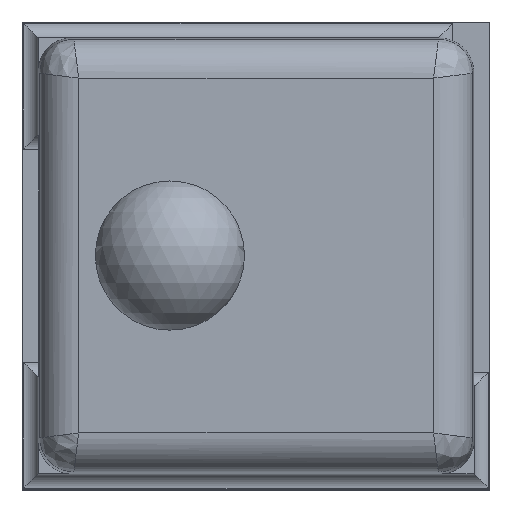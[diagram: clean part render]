
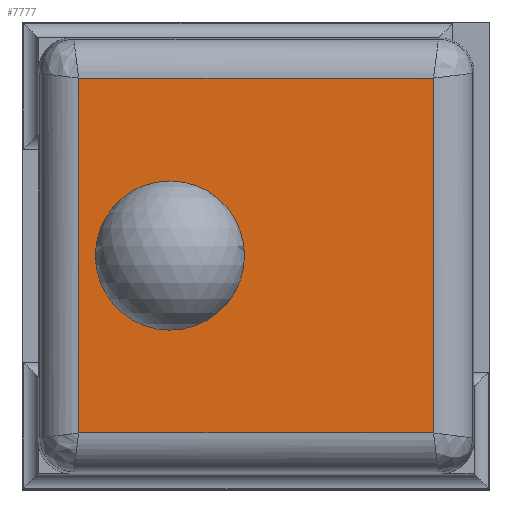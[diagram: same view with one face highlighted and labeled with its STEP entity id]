
A CAD part, top view. The second image highlights one B-rep face of the part: STEP entity #7777.
In plain terms, the highlighted planar face has unit normal (0, 0, 1).
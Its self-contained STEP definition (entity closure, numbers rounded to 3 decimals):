
#396=DIRECTION('',(0.,1.,0.));
#397=VECTOR('',#396,3.663);
#398=CARTESIAN_POINT('',(7.832,3.769,2.15));
#399=LINE('',#398,#397);
#400=DIRECTION('',(1.,0.,0.));
#401=VECTOR('',#400,3.663);
#402=CARTESIAN_POINT('',(4.169,3.769,2.15));
#403=LINE('',#402,#401);
#404=DIRECTION('',(0.,-1.,0.));
#405=VECTOR('',#404,3.663);
#406=CARTESIAN_POINT('',(4.169,7.432,2.15));
#407=LINE('',#406,#405);
#408=DIRECTION('',(-1.,0.,0.));
#409=VECTOR('',#408,3.663);
#410=CARTESIAN_POINT('',(7.832,7.432,2.15));
#411=LINE('',#410,#409);
#412=CARTESIAN_POINT('',(5.111,5.601,2.15));
#413=DIRECTION('',(0.,0.,1.));
#414=DIRECTION('',(1.,0.,0.));
#415=AXIS2_PLACEMENT_3D('',#412,#413,#414);
#417=CARTESIAN_POINT('',(5.111,5.601,2.15));
#418=DIRECTION('',(0.,0.,1.));
#419=DIRECTION('',(-1.,0.,0.));
#420=AXIS2_PLACEMENT_3D('',#417,#418,#419);
#7230=CARTESIAN_POINT('',(5.881,5.601,2.15));
#7231=CARTESIAN_POINT('',(4.341,5.601,2.15));
#7232=VERTEX_POINT('',#7230);
#7233=VERTEX_POINT('',#7231);
#7266=CARTESIAN_POINT('',(7.832,3.769,2.15));
#7267=CARTESIAN_POINT('',(7.832,7.432,2.15));
#7268=VERTEX_POINT('',#7266);
#7269=VERTEX_POINT('',#7267);
#7274=CARTESIAN_POINT('',(4.169,7.432,2.15));
#7275=VERTEX_POINT('',#7274);
#7280=CARTESIAN_POINT('',(4.169,3.769,2.15));
#7281=VERTEX_POINT('',#7280);
#7757=CARTESIAN_POINT('',(6.001,5.601,2.15));
#7758=DIRECTION('',(0.,0.,1.));
#7759=DIRECTION('',(0.,-1.,0.));
#7760=AXIS2_PLACEMENT_3D('',#7757,#7758,#7759);
#7761=PLANE('',#7760);
#7763=ORIENTED_EDGE('',*,*,#7762,.F.);
#7765=ORIENTED_EDGE('',*,*,#7764,.F.);
#7767=ORIENTED_EDGE('',*,*,#7766,.F.);
#7768=ORIENTED_EDGE('',*,*,#7741,.F.);
#7769=EDGE_LOOP('',(#7763,#7765,#7767,#7768));
#7770=FACE_OUTER_BOUND('',#7769,.F.);
#7772=ORIENTED_EDGE('',*,*,#7771,.T.);
#7774=ORIENTED_EDGE('',*,*,#7773,.T.);
#7775=EDGE_LOOP('',(#7772,#7774));
#7776=FACE_BOUND('',#7775,.F.);
#7777=ADVANCED_FACE('',(#7770,#7776),#7761,.T.);
#416=CIRCLE('',#415,0.77);
#421=CIRCLE('',#420,0.77);
#7741=EDGE_CURVE('',#7269,#7275,#411,.T.);
#7762=EDGE_CURVE('',#7268,#7269,#399,.T.);
#7764=EDGE_CURVE('',#7281,#7268,#403,.T.);
#7766=EDGE_CURVE('',#7275,#7281,#407,.T.);
#7771=EDGE_CURVE('',#7232,#7233,#416,.T.);
#7773=EDGE_CURVE('',#7233,#7232,#421,.T.);
